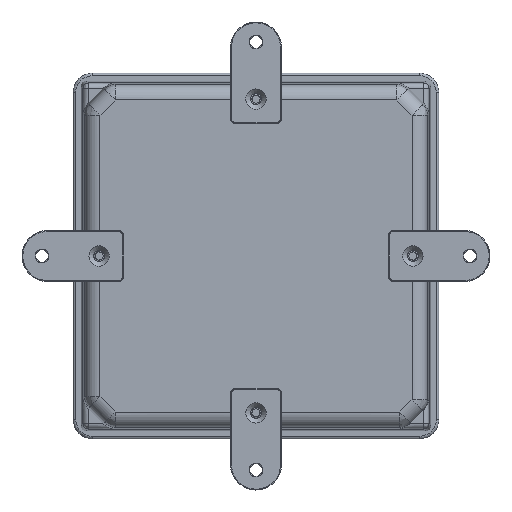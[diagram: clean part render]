
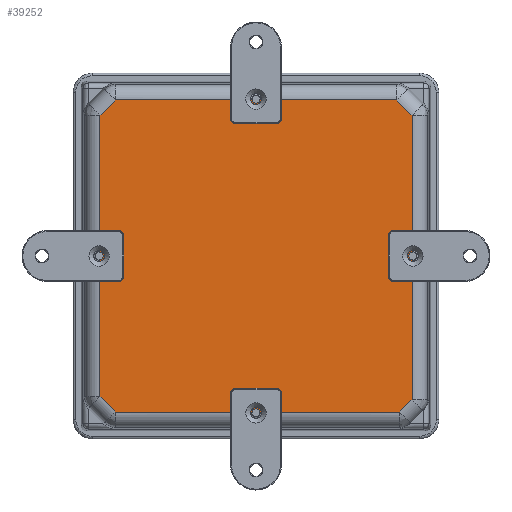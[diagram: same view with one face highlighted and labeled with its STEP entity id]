
A CAD part, front view. The second image highlights one B-rep face of the part: STEP entity #39252.
In plain terms, the highlighted planar face has unit normal (0, -1, 0).
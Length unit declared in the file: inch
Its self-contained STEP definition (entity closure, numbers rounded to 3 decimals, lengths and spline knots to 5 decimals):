
#55 = PLANE ( 'NONE',  #46885 ) ;
#172 = CARTESIAN_POINT ( 'NONE',  ( 2.66634, -3.70968, 0.09747 ) ) ;
#632 = CARTESIAN_POINT ( 'NONE',  ( -5.00632, -3.70968, 0. ) ) ;
#658 = LINE ( 'NONE', #44928, #26790 ) ;
#725 = EDGE_CURVE ( 'NONE', #22991, #24676, #40905, .T. ) ;
#1689 = LINE ( 'NONE', #20143, #39457 ) ;
#2038 = CARTESIAN_POINT ( 'NONE',  ( -4.98398, -3.70968, 0. ) ) ;
#2163 = ORIENTED_EDGE ( 'NONE', *, *, #31551, .T. ) ;
#2411 = DIRECTION ( 'NONE',  ( 0.707, 0., 0.707 ) ) ;
#3153 = CIRCLE ( 'NONE', #22777, 0.1 ) ;
#4220 = ORIENTED_EDGE ( 'NONE', *, *, #15001, .F. ) ;
#4381 = LINE ( 'NONE', #5276, #47218 ) ;
#4831 = EDGE_CURVE ( 'NONE', #6437, #32077, #50317, .T. ) ;
#5276 = CARTESIAN_POINT ( 'NONE',  ( -1.15882, -3.70968, -3.82516 ) ) ;
#5524 = EDGE_CURVE ( 'NONE', #35618, #14352, #1689, .T. ) ;
#5848 = DIRECTION ( 'NONE',  ( 0., 1., 0. ) ) ;
#6437 = VERTEX_POINT ( 'NONE', #13559 ) ;
#7009 = VECTOR ( 'NONE', #32062, 39.37008 ) ;
#7394 = DIRECTION ( 'NONE',  ( -1., 0., 0. ) ) ;
#7534 = CARTESIAN_POINT ( 'NONE',  ( -1.25629, -3.70968, 3.82516 ) ) ;
#7730 = DIRECTION ( 'NONE',  ( 0., 0., -1. ) ) ;
#8645 = CARTESIAN_POINT ( 'NONE',  ( -4.98398, -3.70968, -3.44902 ) ) ;
#8825 = DIRECTION ( 'NONE',  ( 0., 0., -1. ) ) ;
#9150 = VECTOR ( 'NONE', #2411, 39.37008 ) ;
#9927 = DIRECTION ( 'NONE',  ( 0., 0., -1. ) ) ;
#10247 = ORIENTED_EDGE ( 'NONE', *, *, #4831, .T. ) ;
#11069 = LINE ( 'NONE', #42796, #9150 ) ;
#11311 = CARTESIAN_POINT ( 'NONE',  ( 2.66634, -3.70968, 3.44902 ) ) ;
#11719 = CARTESIAN_POINT ( 'NONE',  ( -1.15882, -3.70968, 3.8475 ) ) ;
#11733 = EDGE_CURVE ( 'NONE', #22991, #34956, #28195, .T. ) ;
#12106 = CARTESIAN_POINT ( 'NONE',  ( -4.98398, -3.70968, 3.44902 ) ) ;
#12586 = EDGE_CURVE ( 'NONE', #13147, #33939, #51921, .T. ) ;
#13147 = VERTEX_POINT ( 'NONE', #11311 ) ;
#13239 = DIRECTION ( 'NONE',  ( 1., 0., 0. ) ) ;
#13559 = CARTESIAN_POINT ( 'NONE',  ( -1.25629, -3.70968, -3.82516 ) ) ;
#14352 = VERTEX_POINT ( 'NONE', #37209 ) ;
#14361 = CARTESIAN_POINT ( 'NONE',  ( -1.15882, -3.70968, -3.8475 ) ) ;
#14673 = CARTESIAN_POINT ( 'NONE',  ( -1.06135, -3.70968, 3.82516 ) ) ;
#15001 = EDGE_CURVE ( 'NONE', #13147, #28033, #47681, .T. ) ;
#15386 = ORIENTED_EDGE ( 'NONE', *, *, #49558, .F. ) ;
#15800 = DIRECTION ( 'NONE',  ( 0., 0., -1. ) ) ;
#16163 = LINE ( 'NONE', #36074, #16774 ) ;
#16242 = ORIENTED_EDGE ( 'NONE', *, *, #23257, .T. ) ;
#16275 = CARTESIAN_POINT ( 'NONE',  ( -1.15882, -3.70968, 0. ) ) ;
#16339 = VERTEX_POINT ( 'NONE', #22206 ) ;
#16627 = EDGE_CURVE ( 'NONE', #18657, #24676, #46967, .T. ) ;
#16670 = VERTEX_POINT ( 'NONE', #14673 ) ;
#16774 = VECTOR ( 'NONE', #39480, 39.37008 ) ;
#16825 = CARTESIAN_POINT ( 'NONE',  ( 2.68868, -3.70968, 0. ) ) ;
#18043 = EDGE_CURVE ( 'NONE', #16670, #33939, #16163, .T. ) ;
#18657 = VERTEX_POINT ( 'NONE', #49267 ) ;
#18684 = AXIS2_PLACEMENT_3D ( 'NONE', #14361, #5848, #9927 ) ;
#19731 = VERTEX_POINT ( 'NONE', #30523 ) ;
#20143 = CARTESIAN_POINT ( 'NONE',  ( 2.66634, -3.70968, 0. ) ) ;
#20877 = CIRCLE ( 'NONE', #44543, 0.1 ) ;
#21201 = VECTOR ( 'NONE', #32533, 39.37008 ) ;
#21960 = DIRECTION ( 'NONE',  ( -1., 0., 0. ) ) ;
#22206 = CARTESIAN_POINT ( 'NONE',  ( 2.36069, -3.70968, -3.82516 ) ) ;
#22686 = DIRECTION ( 'NONE',  ( 0., 0., 1. ) ) ;
#22753 = CARTESIAN_POINT ( 'NONE',  ( -4.60784, -3.70968, 3.82516 ) ) ;
#22777 = AXIS2_PLACEMENT_3D ( 'NONE', #632, #28634, #45490 ) ;
#22991 = VERTEX_POINT ( 'NONE', #22753 ) ;
#23257 = EDGE_CURVE ( 'NONE', #18657, #19731, #3153, .T. ) ;
#24003 = DIRECTION ( 'NONE',  ( -0.707, 0., 0.707 ) ) ;
#24676 = VERTEX_POINT ( 'NONE', #12106 ) ;
#24824 = CARTESIAN_POINT ( 'NONE',  ( -4.98398, -3.70968, -3.44902 ) ) ;
#26188 = ORIENTED_EDGE ( 'NONE', *, *, #5524, .F. ) ;
#26790 = VECTOR ( 'NONE', #49033, 39.37008 ) ;
#26831 = ORIENTED_EDGE ( 'NONE', *, *, #45580, .T. ) ;
#27681 = CARTESIAN_POINT ( 'NONE',  ( -1.15882, -3.70968, -3.82516 ) ) ;
#27885 = CIRCLE ( 'NONE', #36126, 0.1 ) ;
#28033 = VERTEX_POINT ( 'NONE', #172 ) ;
#28195 = LINE ( 'NONE', #37719, #29500 ) ;
#28589 = DIRECTION ( 'NONE',  ( 0., 0., -1. ) ) ;
#28634 = DIRECTION ( 'NONE',  ( 0., 1., 0. ) ) ;
#29500 = VECTOR ( 'NONE', #13239, 39.37008 ) ;
#29704 = CARTESIAN_POINT ( 'NONE',  ( -4.60784, -3.70968, -3.82516 ) ) ;
#30102 = VECTOR ( 'NONE', #24003, 39.37008 ) ;
#30523 = CARTESIAN_POINT ( 'NONE',  ( -4.98398, -3.70968, -0.09747 ) ) ;
#31217 = ORIENTED_EDGE ( 'NONE', *, *, #11733, .F. ) ;
#31350 = ORIENTED_EDGE ( 'NONE', *, *, #725, .T. ) ;
#31551 = EDGE_CURVE ( 'NONE', #35618, #28033, #27885, .T. ) ;
#31955 = CARTESIAN_POINT ( 'NONE',  ( 2.66634, -3.70968, 0. ) ) ;
#32062 = DIRECTION ( 'NONE',  ( -0.707, 0., -0.707 ) ) ;
#32064 = LINE ( 'NONE', #24824, #21201 ) ;
#32077 = VERTEX_POINT ( 'NONE', #38049 ) ;
#32395 = DIRECTION ( 'NONE',  ( 0., 1., 0. ) ) ;
#32533 = DIRECTION ( 'NONE',  ( 0.707, 0., -0.707 ) ) ;
#32543 = VECTOR ( 'NONE', #7394, 39.37008 ) ;
#32857 = VECTOR ( 'NONE', #22686, 39.37008 ) ;
#33106 = EDGE_LOOP ( 'NONE', ( #31350, #48098, #16242, #15386, #26831, #34661, #10247, #35285, #48530, #26188, #2163, #4220, #50737, #33226, #33157, #31217 ) ) ;
#33157 = ORIENTED_EDGE ( 'NONE', *, *, #40215, .T. ) ;
#33226 = ORIENTED_EDGE ( 'NONE', *, *, #18043, .F. ) ;
#33939 = VERTEX_POINT ( 'NONE', #37145 ) ;
#34661 = ORIENTED_EDGE ( 'NONE', *, *, #49265, .F. ) ;
#34751 = CARTESIAN_POINT ( 'NONE',  ( 2.66634, -3.70968, 3.44902 ) ) ;
#34956 = VERTEX_POINT ( 'NONE', #7534 ) ;
#35285 = ORIENTED_EDGE ( 'NONE', *, *, #51391, .F. ) ;
#35618 = VERTEX_POINT ( 'NONE', #44643 ) ;
#35898 = EDGE_CURVE ( 'NONE', #16339, #14352, #11069, .T. ) ;
#36074 = CARTESIAN_POINT ( 'NONE',  ( -1.15882, -3.70968, 3.82516 ) ) ;
#36126 = AXIS2_PLACEMENT_3D ( 'NONE', #16825, #45465, #8825 ) ;
#37145 = CARTESIAN_POINT ( 'NONE',  ( 2.29021, -3.70968, 3.82516 ) ) ;
#37209 = CARTESIAN_POINT ( 'NONE',  ( 2.66634, -3.70968, -3.51951 ) ) ;
#37719 = CARTESIAN_POINT ( 'NONE',  ( -1.15882, -3.70968, 3.82516 ) ) ;
#38049 = CARTESIAN_POINT ( 'NONE',  ( -1.06135, -3.70968, -3.82516 ) ) ;
#39252 = ADVANCED_FACE ( 'NONE', ( #42234 ), #55, .T. ) ;
#39457 = VECTOR ( 'NONE', #52412, 39.37008 ) ;
#39480 = DIRECTION ( 'NONE',  ( 1., 0., 0. ) ) ;
#40215 = EDGE_CURVE ( 'NONE', #16670, #34956, #20877, .T. ) ;
#40497 = VERTEX_POINT ( 'NONE', #29704 ) ;
#40905 = LINE ( 'NONE', #48395, #7009 ) ;
#42234 = FACE_OUTER_BOUND ( 'NONE', #33106, .T. ) ;
#42796 = CARTESIAN_POINT ( 'NONE',  ( 2.36069, -3.70968, -3.82516 ) ) ;
#43465 = LINE ( 'NONE', #27681, #32543 ) ;
#44543 = AXIS2_PLACEMENT_3D ( 'NONE', #11719, #32395, #15800 ) ;
#44643 = CARTESIAN_POINT ( 'NONE',  ( 2.66634, -3.70968, -0.09747 ) ) ;
#44928 = CARTESIAN_POINT ( 'NONE',  ( -4.98398, -3.70968, 0. ) ) ;
#45273 = DIRECTION ( 'NONE',  ( 0., -1., 0. ) ) ;
#45465 = DIRECTION ( 'NONE',  ( 0., 1., 0. ) ) ;
#45490 = DIRECTION ( 'NONE',  ( 0., 0., -1. ) ) ;
#45580 = EDGE_CURVE ( 'NONE', #51246, #40497, #32064, .T. ) ;
#46410 = VECTOR ( 'NONE', #7730, 39.37008 ) ;
#46885 = AXIS2_PLACEMENT_3D ( 'NONE', #16275, #45273, #28589 ) ;
#46967 = LINE ( 'NONE', #2038, #32857 ) ;
#47218 = VECTOR ( 'NONE', #21960, 39.37008 ) ;
#47681 = LINE ( 'NONE', #31955, #46410 ) ;
#48098 = ORIENTED_EDGE ( 'NONE', *, *, #16627, .F. ) ;
#48395 = CARTESIAN_POINT ( 'NONE',  ( -4.60784, -3.70968, 3.82516 ) ) ;
#48530 = ORIENTED_EDGE ( 'NONE', *, *, #35898, .T. ) ;
#49033 = DIRECTION ( 'NONE',  ( 0., 0., 1. ) ) ;
#49265 = EDGE_CURVE ( 'NONE', #6437, #40497, #43465, .T. ) ;
#49267 = CARTESIAN_POINT ( 'NONE',  ( -4.98398, -3.70968, 0.09747 ) ) ;
#49558 = EDGE_CURVE ( 'NONE', #51246, #19731, #658, .T. ) ;
#50317 = CIRCLE ( 'NONE', #18684, 0.1 ) ;
#50737 = ORIENTED_EDGE ( 'NONE', *, *, #12586, .T. ) ;
#51246 = VERTEX_POINT ( 'NONE', #8645 ) ;
#51391 = EDGE_CURVE ( 'NONE', #16339, #32077, #4381, .T. ) ;
#51921 = LINE ( 'NONE', #34751, #30102 ) ;
#52412 = DIRECTION ( 'NONE',  ( 0., 0., -1. ) ) ;
